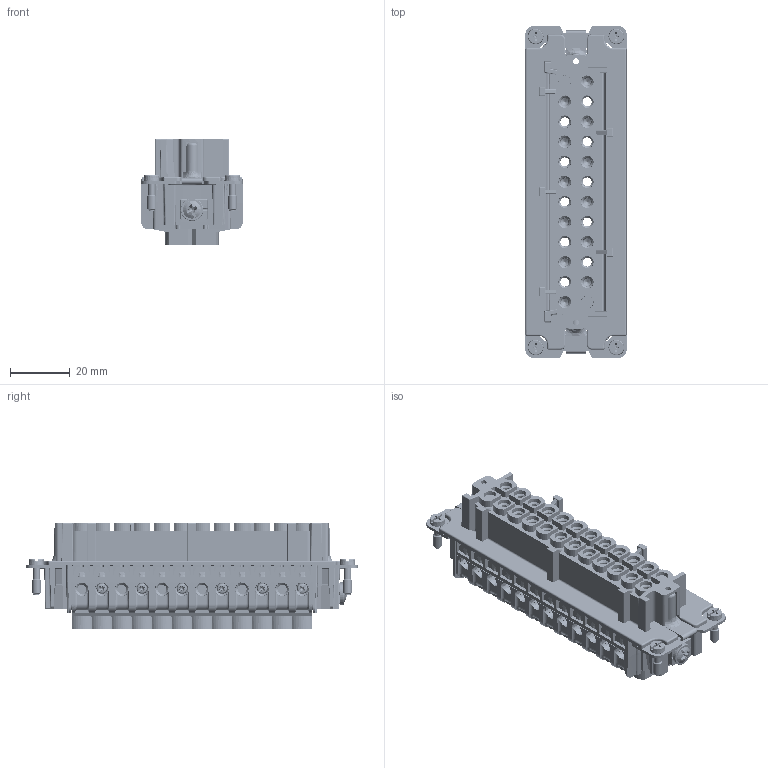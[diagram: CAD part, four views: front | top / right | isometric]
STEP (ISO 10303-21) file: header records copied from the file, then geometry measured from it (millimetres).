
FILE_DESCRIPTION(('CATIA V5 STEP Exchange','CAx-IF Rec.Pracs.--- Model Styling and Organization---1.5--- 2016-08-15','CAx-IF Rec.Pracs.---Supplemental Geometry---1.0---2011-11-01','CAx-IF Rec.Pracs.--- Composite Materials ---1.1---2010-07-15'),'2;1');
FILE_NAME ('13459451_2', '2025-08-22T06:20:51+00:00', ('none'), ('Weidmueller'), 'CATIA Version 5-6 Release 2024 SP4', 'CATIA V5 STEP AP214 v3', 'none');
FILE_SCHEMA(('AUTOMOTIVE_DESIGN { 1 0 10303 214 1 1 1 1 }'));
Products named in the file (1): 1651360000
Bounding box: 34 x 111 x 35.2 mm (x, y, z)
Volume: 47949.4 mm3; surface area: 67963 mm2
Topology: 1 solids, 1 shells, 7158 faces, 21776 edges, 14060 vertices
Faces by surface type: plane 3703, cylinder 1934, cone 877, torus 268, sphere 226, bspline 132, extrusion 10, revolution 8
Entity records: 246606 total; most frequent: CARTESIAN_POINT 74589, ORIENTED_EDGE 42966, DIRECTION 24683, EDGE_CURVE 21483, VERTEX_POINT 14060, VECTOR 11915, LINE 11905, AXIS2_PLACEMENT_3D 8969
